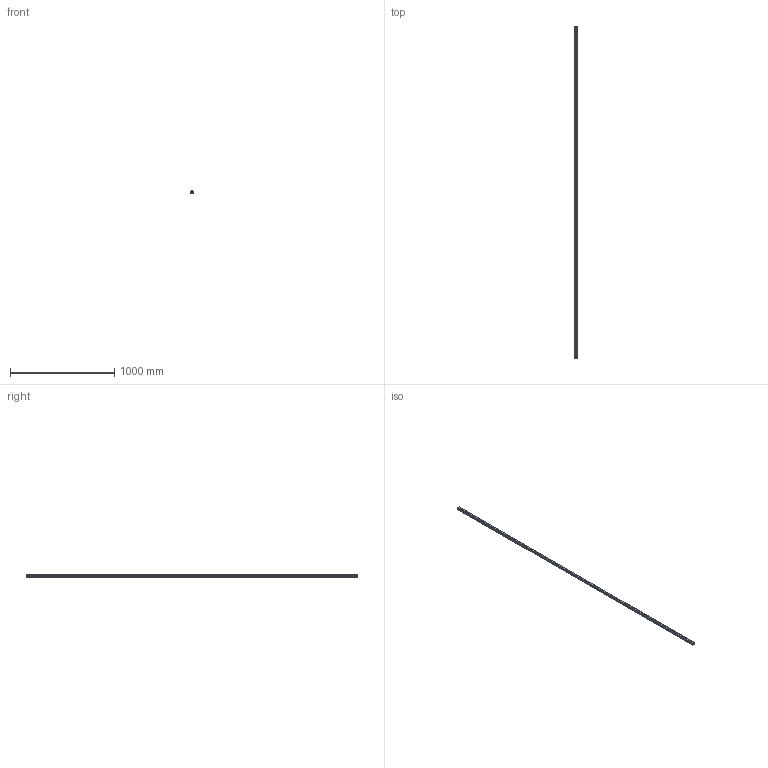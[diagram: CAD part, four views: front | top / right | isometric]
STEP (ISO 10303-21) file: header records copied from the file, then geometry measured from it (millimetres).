
FILE_DESCRIPTION(('STEP AP214'),'1');
FILE_NAME('cctmp_E9B1E302-1B5C-403A-B0F0-0B069EA8DD90_2020_6_9_14_35_7_658..stp','2020-06-09T12:35:08',('HIWIN GmbH'),('CADClick - www.CADClick.com'),'Spatial InterOp 3D',' ','unknown authorization');
FILE_SCHEMA(('AUTOMOTIVE_DESIGN'));
Length unit declared in the file: millimetre
Products named in the file (1): HGR25R3190H_FILE
Bounding box: 23 x 3190 x 22 mm (x, y, z)
Volume: 1326407.1 mm3; surface area: 327511.5 mm2
Topology: 1 solids, 1 shells, 747 faces, 1905 edges, 1270 vertices
Faces by surface type: plane 407, cylinder 340
Entity records: 29183 total; most frequent: DIRECTION 4505, CARTESIAN_POINT 3923, ORIENTED_EDGE 3810, EDGE_CURVE 1905, AXIS2_PLACEMENT_3D 1852, VERTEX_POINT 1270, CIRCLE 892, EDGE_LOOP 857
